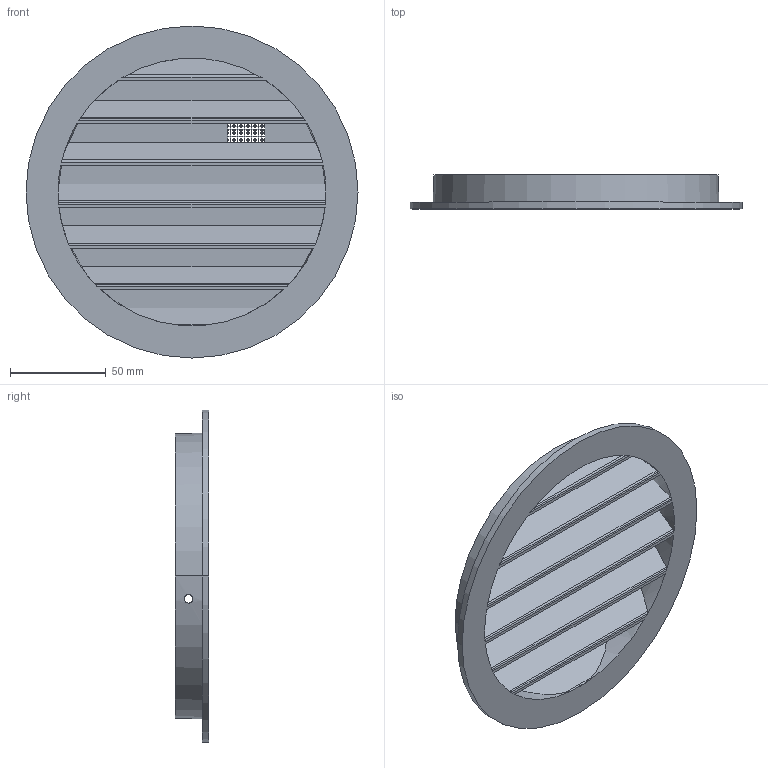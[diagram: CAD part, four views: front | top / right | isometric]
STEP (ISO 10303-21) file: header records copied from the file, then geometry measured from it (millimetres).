
FILE_DESCRIPTION(('STEP AP214'),'1');
FILE_NAME('4043082_V M-ZULRG 150 Zuluft Rundgitter.STP','2023-06-09T07:38:17',(' '),(' '),'Spatial InterOp 3D',' ',' ');
FILE_SCHEMA(('AUTOMOTIVE_DESIGN { 1 0 10303 214 1 1 1 1 }'));
Length unit declared in the file: millimetre
Products named in the file (1): 1
Bounding box: 173 x 17.7 x 173 mm (x, y, z)
Volume: 85579.8 mm3; surface area: 90883.3 mm2
Topology: 2 solids, 2 shells, 546 faces, 1616 edges, 1078 vertices
Faces by surface type: plane 504, cylinder 40, cone 2
Entity records: 18877 total; most frequent: CARTESIAN_POINT 3705, ORIENTED_EDGE 3232, DIRECTION 2752, EDGE_CURVE 1616, LINE 1506, VECTOR 1506, VERTEX_POINT 1078, EDGE_LOOP 808
